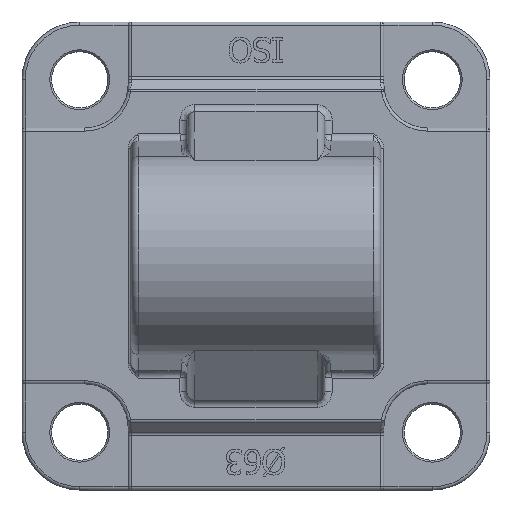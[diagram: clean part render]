
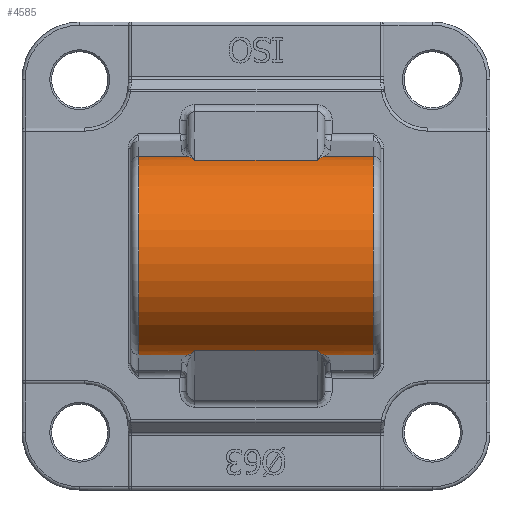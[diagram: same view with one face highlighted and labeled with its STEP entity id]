
A CAD part, top view. The second image highlights one B-rep face of the part: STEP entity #4585.
In plain terms, the highlighted cylindrical face has radius 16 mm (diameter 32 mm), a partial arc.
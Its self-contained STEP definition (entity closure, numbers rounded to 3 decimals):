
#4176=CARTESIAN_POINT('',(-10.926,15.897,33.814));
#4177=VERTEX_POINT('',#4176);
#4185=CARTESIAN_POINT('',(-9.8,15.262,36.803));
#4186=VERTEX_POINT('',#4185);
#4187=CARTESIAN_POINT('',(-10.926,15.897,33.814));
#4188=CARTESIAN_POINT('',(-10.579,15.781,34.83));
#4189=CARTESIAN_POINT('',(-10.191,15.569,35.826));
#4190=CARTESIAN_POINT('',(-9.803,15.265,36.794));
#4191=CARTESIAN_POINT('',(-9.802,15.263,36.799));
#4192=CARTESIAN_POINT('',(-9.8,15.262,36.803));
#4193=B_SPLINE_CURVE_WITH_KNOTS('',3,(#4187,#4188,#4189,#4190,#4191,#4192),.UNSPECIFIED.,.F.,.U.,(4,2,4),(-0.342,0.0,0.002),.UNSPECIFIED.);
#4194=EDGE_CURVE('',#4177,#4186,#4193,.T.);
#4480=CARTESIAN_POINT('',(0.0,0.0,32.0));
#4481=DIRECTION('',(1.0,0.0,0.0));
#4482=DIRECTION('',(0.0,0.994,0.113));
#4483=AXIS2_PLACEMENT_3D('',#4480,#4481,#4482);
#4484=CYLINDRICAL_SURFACE('',#4483,16.0);
#4485=ORIENTED_EDGE('',*,*,#4194,.F.);
#4486=CARTESIAN_POINT('',(-18.8,15.897,33.814));
#4487=VERTEX_POINT('',#4486);
#4488=CARTESIAN_POINT('',(-18.8,15.897,33.814));
#4489=DIRECTION('',(1.0,0.0,0.0));
#4490=VECTOR('',#4489,7.874);
#4491=LINE('',#4488,#4490);
#4492=EDGE_CURVE('',#4487,#4177,#4491,.T.);
#4493=ORIENTED_EDGE('',*,*,#4492,.F.);
#4494=CARTESIAN_POINT('',(-18.8,-15.897,33.814));
#4495=VERTEX_POINT('',#4494);
#4496=CARTESIAN_POINT('',(-18.8,0.0,32.0));
#4497=DIRECTION('',(-1.0,0.0,0.0));
#4498=DIRECTION('',(0.0,0.0,1.0));
#4499=AXIS2_PLACEMENT_3D('',#4496,#4497,#4498);
#4500=CIRCLE('',#4499,16.0);
#4501=EDGE_CURVE('',#4495,#4487,#4500,.T.);
#4502=ORIENTED_EDGE('',*,*,#4501,.F.);
#4503=CARTESIAN_POINT('',(-10.926,-15.897,33.814));
#4504=VERTEX_POINT('',#4503);
#4505=CARTESIAN_POINT('',(-18.8,-15.897,33.814));
#4506=DIRECTION('',(1.0,0.0,0.0));
#4507=VECTOR('',#4506,7.874);
#4508=LINE('',#4505,#4507);
#4509=EDGE_CURVE('',#4495,#4504,#4508,.T.);
#4510=ORIENTED_EDGE('',*,*,#4509,.T.);
#4511=CARTESIAN_POINT('',(-9.8,-15.262,36.803));
#4512=VERTEX_POINT('',#4511);
#4513=CARTESIAN_POINT('',(-9.8,-15.262,36.803));
#4514=CARTESIAN_POINT('',(-9.802,-15.263,36.799));
#4515=CARTESIAN_POINT('',(-9.803,-15.265,36.795));
#4516=CARTESIAN_POINT('',(-10.191,-15.568,35.827));
#4517=CARTESIAN_POINT('',(-10.579,-15.781,34.83));
#4518=CARTESIAN_POINT('',(-10.926,-15.897,33.814));
#4519=B_SPLINE_CURVE_WITH_KNOTS('',3,(#4513,#4514,#4515,#4516,#4517,#4518),.UNSPECIFIED.,.F.,.U.,(4,2,4),(-0.001,0.0,0.342),.UNSPECIFIED.);
#4520=EDGE_CURVE('',#4512,#4504,#4519,.T.);
#4521=ORIENTED_EDGE('',*,*,#4520,.F.);
#4522=CARTESIAN_POINT('',(9.8,-15.262,36.803));
#4523=VERTEX_POINT('',#4522);
#4524=CARTESIAN_POINT('',(-9.8,-15.262,36.803));
#4525=DIRECTION('',(1.0,0.0,0.0));
#4526=VECTOR('',#4525,19.6);
#4527=LINE('',#4524,#4526);
#4528=EDGE_CURVE('',#4512,#4523,#4527,.T.);
#4529=ORIENTED_EDGE('',*,*,#4528,.T.);
#4530=CARTESIAN_POINT('',(10.926,-15.897,33.814));
#4531=VERTEX_POINT('',#4530);
#4532=CARTESIAN_POINT('',(10.926,-15.897,33.814));
#4533=CARTESIAN_POINT('',(10.579,-15.781,34.83));
#4534=CARTESIAN_POINT('',(10.191,-15.569,35.826));
#4535=CARTESIAN_POINT('',(9.803,-15.265,36.794));
#4536=CARTESIAN_POINT('',(9.802,-15.263,36.799));
#4537=CARTESIAN_POINT('',(9.8,-15.262,36.803));
#4538=B_SPLINE_CURVE_WITH_KNOTS('',3,(#4532,#4533,#4534,#4535,#4536,#4537),.UNSPECIFIED.,.F.,.U.,(4,2,4),(-0.342,0.0,0.002),.UNSPECIFIED.);
#4539=EDGE_CURVE('',#4531,#4523,#4538,.T.);
#4540=ORIENTED_EDGE('',*,*,#4539,.F.);
#4541=CARTESIAN_POINT('',(18.8,-15.897,33.814));
#4542=VERTEX_POINT('',#4541);
#4543=CARTESIAN_POINT('',(10.926,-15.897,33.814));
#4544=DIRECTION('',(1.0,0.0,0.0));
#4545=VECTOR('',#4544,7.874);
#4546=LINE('',#4543,#4545);
#4547=EDGE_CURVE('',#4531,#4542,#4546,.T.);
#4548=ORIENTED_EDGE('',*,*,#4547,.T.);
#4549=CARTESIAN_POINT('',(18.8,15.897,33.814));
#4550=VERTEX_POINT('',#4549);
#4551=CARTESIAN_POINT('',(18.8,0.0,32.0));
#4552=DIRECTION('',(1.0,0.0,0.0));
#4553=DIRECTION('',(0.0,0.0,1.0));
#4554=AXIS2_PLACEMENT_3D('',#4551,#4552,#4553);
#4555=CIRCLE('',#4554,16.0);
#4556=EDGE_CURVE('',#4550,#4542,#4555,.T.);
#4557=ORIENTED_EDGE('',*,*,#4556,.F.);
#4558=CARTESIAN_POINT('',(10.926,15.897,33.814));
#4559=VERTEX_POINT('',#4558);
#4560=CARTESIAN_POINT('',(10.926,15.897,33.814));
#4561=DIRECTION('',(1.0,0.0,0.0));
#4562=VECTOR('',#4561,7.874);
#4563=LINE('',#4560,#4562);
#4564=EDGE_CURVE('',#4559,#4550,#4563,.T.);
#4565=ORIENTED_EDGE('',*,*,#4564,.F.);
#4566=CARTESIAN_POINT('',(9.8,15.262,36.803));
#4567=VERTEX_POINT('',#4566);
#4568=CARTESIAN_POINT('',(9.8,15.262,36.803));
#4569=CARTESIAN_POINT('',(9.802,15.263,36.799));
#4570=CARTESIAN_POINT('',(9.803,15.265,36.795));
#4571=CARTESIAN_POINT('',(10.191,15.568,35.827));
#4572=CARTESIAN_POINT('',(10.579,15.781,34.83));
#4573=CARTESIAN_POINT('',(10.926,15.897,33.814));
#4574=B_SPLINE_CURVE_WITH_KNOTS('',3,(#4568,#4569,#4570,#4571,#4572,#4573),.UNSPECIFIED.,.F.,.U.,(4,2,4),(-0.001,0.0,0.342),.UNSPECIFIED.);
#4575=EDGE_CURVE('',#4567,#4559,#4574,.T.);
#4576=ORIENTED_EDGE('',*,*,#4575,.F.);
#4577=CARTESIAN_POINT('',(-9.8,15.262,36.803));
#4578=DIRECTION('',(1.0,0.0,0.0));
#4579=VECTOR('',#4578,19.6);
#4580=LINE('',#4577,#4579);
#4581=EDGE_CURVE('',#4186,#4567,#4580,.T.);
#4582=ORIENTED_EDGE('',*,*,#4581,.F.);
#4583=EDGE_LOOP('',(#4485,#4493,#4502,#4510,#4521,#4529,#4540,#4548,#4557,#4565,#4576,#4582));
#4584=FACE_OUTER_BOUND('',#4583,.T.);
#4585=ADVANCED_FACE('',(#4584),#4484,.T.);
